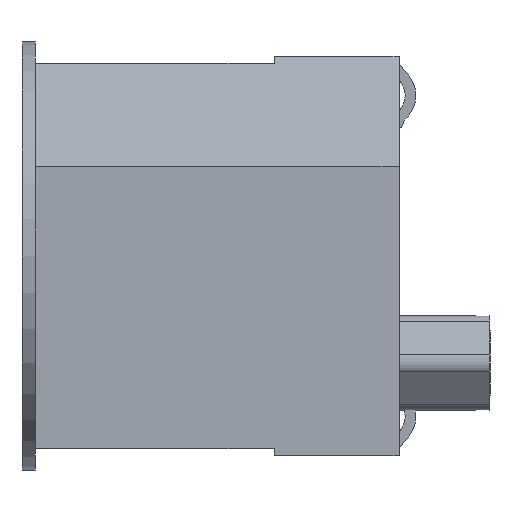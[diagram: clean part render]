
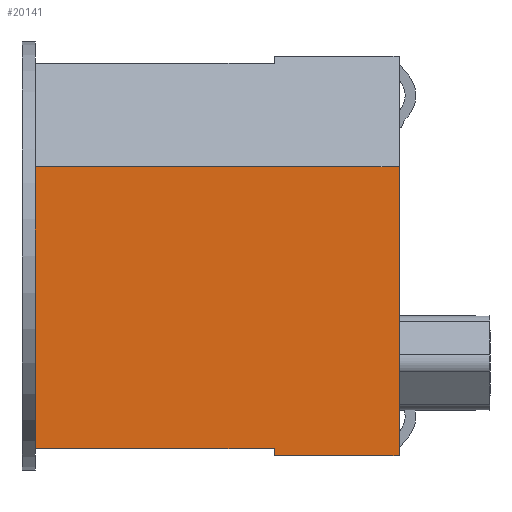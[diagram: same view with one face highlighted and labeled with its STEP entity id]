
A CAD part, left-side view. The second image highlights one B-rep face of the part: STEP entity #20141.
In plain terms, the highlighted planar face has unit normal (-1, 0, 0).
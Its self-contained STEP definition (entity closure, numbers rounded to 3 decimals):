
#1371=ORIENTED_EDGE('',*,*,#7213,.F.);
#1372=ORIENTED_EDGE('',*,*,#7202,.F.);
#1373=ORIENTED_EDGE('',*,*,#7214,.T.);
#1374=ORIENTED_EDGE('',*,*,#7209,.F.);
#1375=ORIENTED_EDGE('',*,*,#7215,.T.);
#1376=ORIENTED_EDGE('',*,*,#7216,.T.);
#7202=EDGE_CURVE('',#10101,#10102,#12120,.T.);
#7209=EDGE_CURVE('',#10108,#10109,#12127,.T.);
#7213=EDGE_CURVE('',#10102,#10112,#12131,.T.);
#7214=EDGE_CURVE('',#10101,#10109,#12132,.T.);
#7215=EDGE_CURVE('',#10108,#10113,#12133,.T.);
#7216=EDGE_CURVE('',#10113,#10112,#12134,.T.);
#10101=VERTEX_POINT('',#28806);
#10102=VERTEX_POINT('',#28808);
#10108=VERTEX_POINT('',#28823);
#10109=VERTEX_POINT('',#28824);
#10112=VERTEX_POINT('',#28832);
#10113=VERTEX_POINT('',#28835);
#12120=LINE('',#28807,#14330);
#12127=LINE('',#28822,#14337);
#12131=LINE('',#28831,#14341);
#12132=LINE('',#28833,#14342);
#12133=LINE('',#28834,#14343);
#12134=LINE('',#28836,#14344);
#14330=VECTOR('',#23096,1000.);
#14337=VECTOR('',#23107,1000.);
#14341=VECTOR('',#23113,1000.);
#14342=VECTOR('',#23114,1000.);
#14343=VECTOR('',#23115,1000.);
#14344=VECTOR('',#23116,1000.);
#16354=EDGE_LOOP('',(#1371,#1372,#1373,#1374,#1375,#1376));
#17342=FACE_BOUND('',#16354,.T.);
#18329=PLANE('',#21140);
#20141=ADVANCED_FACE('',(#17342),#18329,.F.);
#21140=AXIS2_PLACEMENT_3D('',#28830,#23111,#23112);
#23096=DIRECTION('',(0.,0.,1.));
#23107=DIRECTION('',(0.,0.,1.));
#23111=DIRECTION('',(1.,0.,0.));
#23112=DIRECTION('',(0.,0.,-1.));
#23113=DIRECTION('',(0.,-1.,0.));
#23114=DIRECTION('',(0.,-1.,0.));
#23115=DIRECTION('',(0.,-1.,0.));
#23116=DIRECTION('',(0.,0.,1.));
#28806=CARTESIAN_POINT('',(-7.,5.1,-2.7));
#28807=CARTESIAN_POINT('',(-7.,5.1,-2.7));
#28808=CARTESIAN_POINT('',(-7.,5.1,1.25));
#28822=CARTESIAN_POINT('',(-7.,1.75,-2.8));
#28823=CARTESIAN_POINT('',(-7.,1.75,-2.8));
#28824=CARTESIAN_POINT('',(-7.,1.75,-2.7));
#28830=CARTESIAN_POINT('',(-7.,1.75,-2.8));
#28831=CARTESIAN_POINT('',(-7.,1.75,1.25));
#28832=CARTESIAN_POINT('',(-7.,0.,1.25));
#28833=CARTESIAN_POINT('',(-7.,5.1,-2.7));
#28834=CARTESIAN_POINT('',(-7.,1.75,-2.8));
#28835=CARTESIAN_POINT('',(-7.,0.,-2.8));
#28836=CARTESIAN_POINT('',(-7.,0.,-2.8));
